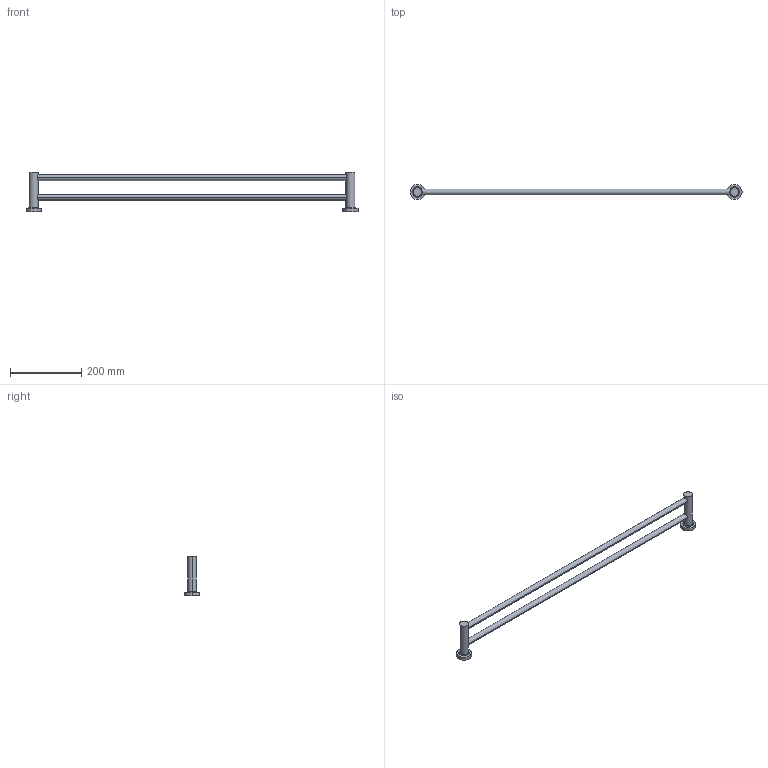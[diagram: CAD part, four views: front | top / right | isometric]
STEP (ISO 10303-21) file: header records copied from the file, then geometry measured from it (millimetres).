
FILE_DESCRIPTION (( 'STEP AP214' ), '1' );
FILE_NAME ('SUSSEX_SCALA_SDBTR9_double_towel_rail_900mm_shell.STEP', '2021-05-12T06:56:52', ( '' ), ( '' ), 'SwSTEP 2.0', 'SolidWorks 2020', '' );
FILE_SCHEMA (( 'AUTOMOTIVE_DESIGN' ));
Length unit declared in the file: millimetre
Products named in the file (1): SUSSEX_SCALA_SDBTR9_double_towel_rail_900mm_shell
Bounding box: 930.42 x 42.5 x 110 mm (x, y, z)
Volume: 468990.7 mm3; surface area: 111135.4 mm2
Topology: 4 solids, 4 shells, 28 faces, 54 edges, 36 vertices
Faces by surface type: cylinder 18, plane 6, torus 4
Entity records: 1837 total; most frequent: CARTESIAN_POINT 1205, DIRECTION 120, ORIENTED_EDGE 108, EDGE_CURVE 54, AXIS2_PLACEMENT_3D 53, VERTEX_POINT 36, EDGE_LOOP 30, ADVANCED_FACE 28
